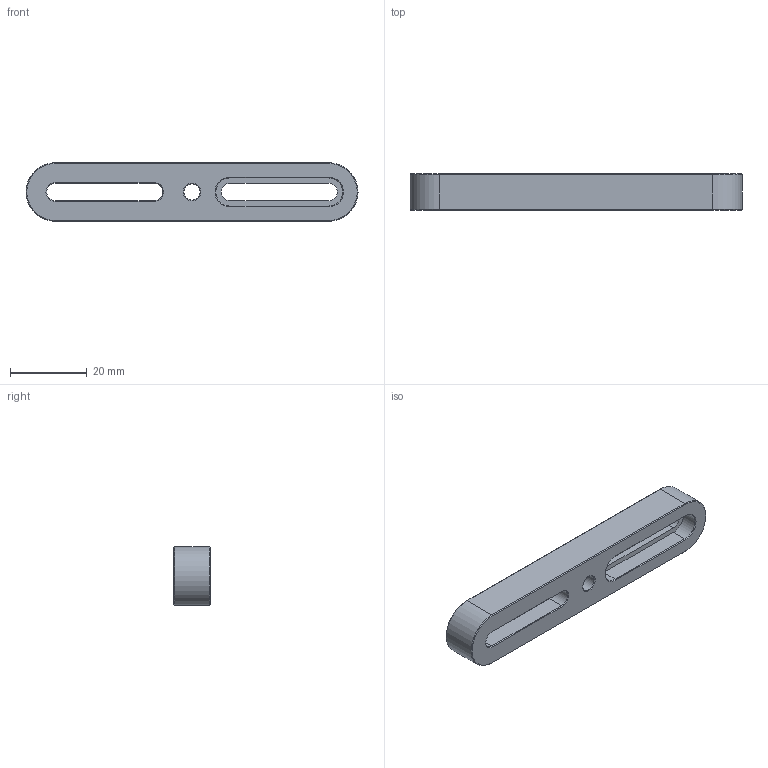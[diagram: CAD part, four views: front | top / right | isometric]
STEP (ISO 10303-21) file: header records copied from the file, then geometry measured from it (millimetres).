
FILE_DESCRIPTION((''),'2;1');
FILE_NAME('PJ30-AB','2023-03-22T15:38:21',('R&D'),(''),'CREO PARAMETRIC BY PTC INC, 2022162','CREO PARAMETRIC BY PTC INC, 2022162','');
FILE_SCHEMA(('CONFIG_CONTROL_DESIGN'));
Length unit declared in the file: millimetre
Products named in the file (1): PJ30-AB
Bounding box: 86.35 x 9.5 x 15.26 mm (x, y, z)
Volume: 8419.1 mm3; surface area: 5195.7 mm2
Topology: 1 solids, 1 shells, 57 faces, 128 edges, 76 vertices
Faces by surface type: plane 27, cone 16, cylinder 14
Entity records: 1612 total; most frequent: DIRECTION 286, CARTESIAN_POINT 261, ORIENTED_EDGE 256, EDGE_CURVE 128, AXIS2_PLACEMENT_3D 101, VECTOR 84, LINE 84, VERTEX_POINT 76
